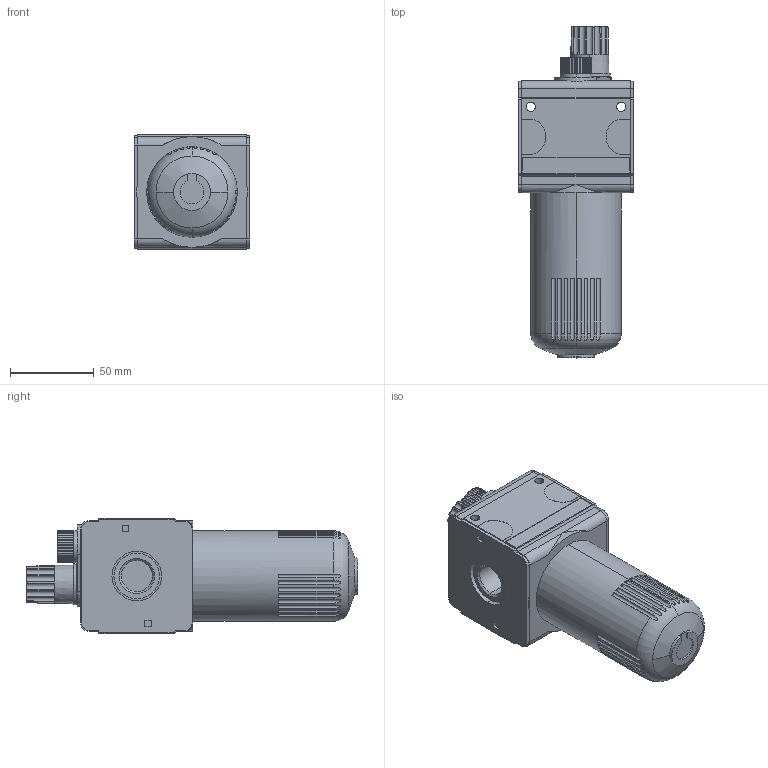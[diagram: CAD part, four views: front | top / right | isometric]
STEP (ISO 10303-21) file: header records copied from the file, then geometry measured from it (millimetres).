
FILE_DESCRIPTION (( 'STEP AP214' ), '1' );
FILE_NAME ('KN-L33.STEP', '2021-03-22T15:47:46', ( '' ), ( '' ), 'SwSTEP 2.0', 'SolidWorks 2021', '' );
FILE_SCHEMA (( 'AUTOMOTIVE_DESIGN' ));
Length unit declared in the file: millimetre
Products named in the file (1): KN-L33
Bounding box: 68.8 x 198.1 x 69.2 mm (x, y, z)
Volume: 525676.7 mm3; surface area: 57381 mm2
Topology: 2 solids, 2 shells, 410 faces, 1128 edges, 746 vertices
Faces by surface type: plane 207, cylinder 169, torus 24, cone 8, sphere 2
Entity records: 20833 total; most frequent: CARTESIAN_POINT 5540, DIRECTION 2342, ORIENTED_EDGE 2256, EDGE_CURVE 1128, AXIS2_PLACEMENT_3D 906, VERTEX_POINT 746, VECTOR 530, LINE 530
